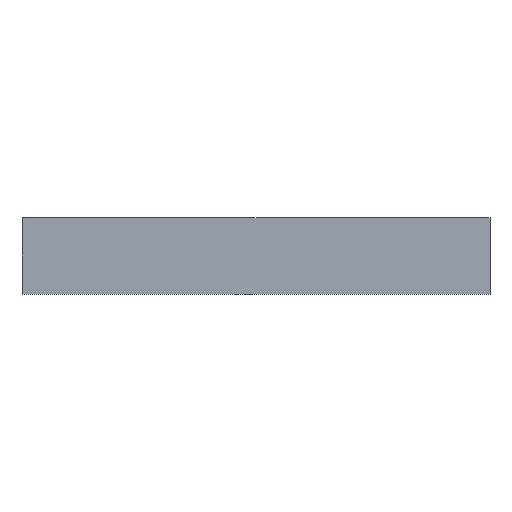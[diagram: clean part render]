
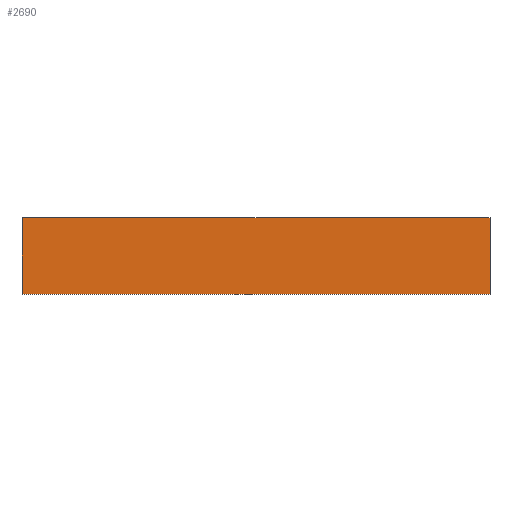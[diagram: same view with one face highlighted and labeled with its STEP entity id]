
A CAD part, front view. The second image highlights one B-rep face of the part: STEP entity #2690.
In plain terms, the highlighted planar face has unit normal (0, -1, 0).
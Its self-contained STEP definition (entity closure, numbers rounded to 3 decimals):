
#178=FACE_OUTER_BOUND('',#314,.T.);
#314=EDGE_LOOP('',(#2429,#2430,#2431,#2432));
#651=LINE('',#4416,#987);
#691=LINE('',#4551,#1027);
#698=LINE('',#4563,#1034);
#699=LINE('',#4565,#1035);
#987=VECTOR('',#3364,10.);
#1027=VECTOR('',#3430,10.);
#1034=VECTOR('',#3447,10.);
#1035=VECTOR('',#3450,10.);
#1257=VERTEX_POINT('',#4413);
#1258=VERTEX_POINT('',#4415);
#1291=VERTEX_POINT('',#4548);
#1292=VERTEX_POINT('',#4550);
#1621=EDGE_CURVE('',#1258,#1257,#651,.T.);
#1667=EDGE_CURVE('',#1291,#1292,#691,.T.);
#1674=EDGE_CURVE('',#1291,#1258,#698,.T.);
#1675=EDGE_CURVE('',#1292,#1257,#699,.T.);
#2429=ORIENTED_EDGE('',*,*,#1674,.T.);
#2430=ORIENTED_EDGE('',*,*,#1621,.T.);
#2431=ORIENTED_EDGE('',*,*,#1675,.F.);
#2432=ORIENTED_EDGE('',*,*,#1667,.F.);
#2554=PLANE('',#2843);
#2690=ADVANCED_FACE('',(#178),#2554,.T.);
#2843=AXIS2_PLACEMENT_3D('',#4564,#3448,#3449);
#3364=DIRECTION('',(0.,0.,1.));
#3430=DIRECTION('',(0.,0.,1.));
#3447=DIRECTION('',(1.,0.,0.));
#3448=DIRECTION('center_axis',(0.,-1.,0.));
#3449=DIRECTION('ref_axis',(0.,0.,-1.));
#3450=DIRECTION('',(1.,0.,0.));
#4413=CARTESIAN_POINT('',(25.8,-5.15,-1.));
#4415=CARTESIAN_POINT('',(25.8,-5.15,-5.35));
#4416=CARTESIAN_POINT('',(25.8,-5.15,-4.263));
#4548=CARTESIAN_POINT('',(-0.8,-5.15,-5.35));
#4550=CARTESIAN_POINT('',(-0.8,-5.15,-1.));
#4551=CARTESIAN_POINT('',(-0.8,-5.15,-4.263));
#4563=CARTESIAN_POINT('',(0.2,-5.15,-5.35));
#4564=CARTESIAN_POINT('Origin',(0.2,-5.15,-1.));
#4565=CARTESIAN_POINT('',(0.2,-5.15,-1.));
